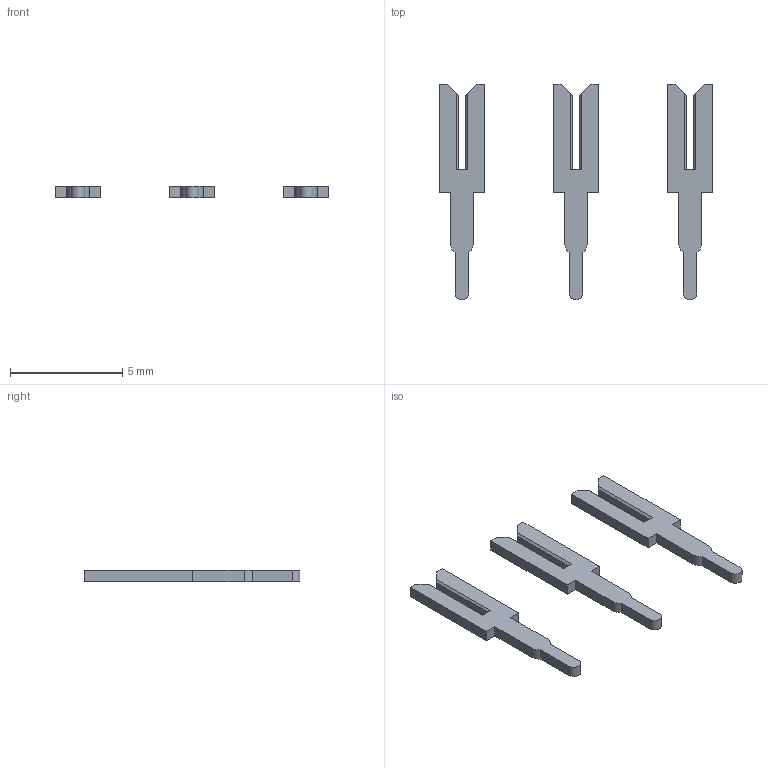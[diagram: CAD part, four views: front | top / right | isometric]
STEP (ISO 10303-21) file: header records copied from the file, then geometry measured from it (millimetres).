
FILE_DESCRIPTION (( 'STEP AP203' ), '1' );
FILE_NAME ('103-003-252-200.STEP', '2020-04-09T19:32:42', ( '' ), ( '' ), 'SwSTEP 2.0', 'SolidWorks 2016', '' );
FILE_SCHEMA (( 'CONFIG_CONTROL_DESIGN' ));
Length unit declared in the file: inch
Products named in the file (2): 100-290-001_100-290-252; 103-003-252-200
Assembly tree (3 placements, depth 2):
  103-003-252-200
    100-290-001_100-290-252  x3
Bounding box: 12.19 x 9.6 x 0.51 mm (x, y, z)
Volume: 18.4 mm3; surface area: 116.2 mm2
Topology: 3 solids, 3 shells, 72 faces, 198 edges, 132 vertices
Faces by surface type: plane 63, cylinder 9
Entity records: 1020 total; most frequent: CARTESIAN_POINT 140, ORIENTED_EDGE 132, DIRECTION 132, EDGE_CURVE 66, LINE 60, VECTOR 60, VERTEX_POINT 44, AXIS2_PLACEMENT_3D 36
